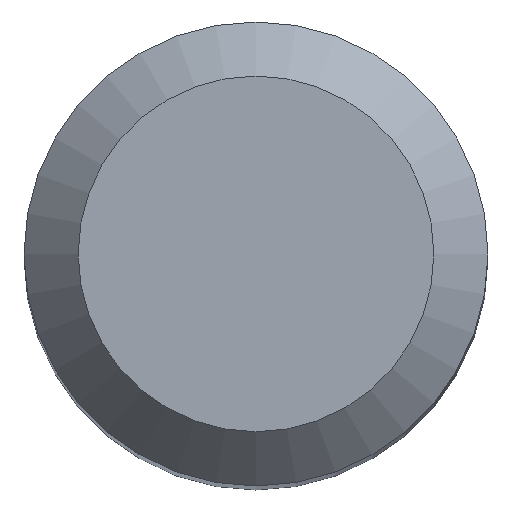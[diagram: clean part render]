
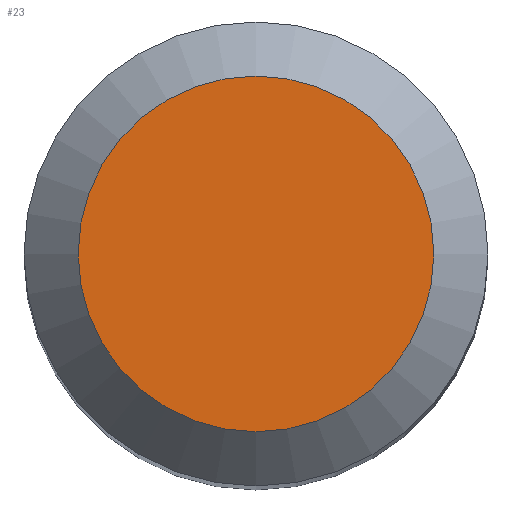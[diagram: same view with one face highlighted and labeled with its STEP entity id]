
A CAD part, top view. The second image highlights one B-rep face of the part: STEP entity #23.
In plain terms, the highlighted planar face has unit normal (0, 0, 1).
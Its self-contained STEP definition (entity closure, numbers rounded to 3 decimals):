
#7 = CIRCLE ( 'NONE', #96, 2.3 ) ;
#17 = FACE_OUTER_BOUND ( 'NONE', #188, .T. ) ;
#23 = ADVANCED_FACE ( 'NONE', ( #17 ), #169, .F. ) ;
#31 = DIRECTION ( 'NONE',  ( 0., 1., 0. ) ) ;
#56 = VERTEX_POINT ( 'NONE', #221 ) ;
#90 = CARTESIAN_POINT ( 'NONE',  ( 0., 0., 66. ) ) ;
#96 = AXIS2_PLACEMENT_3D ( 'NONE', #90, #214, #170 ) ;
#146 = EDGE_CURVE ( 'NONE', #56, #56, #7, .T. ) ;
#149 = DIRECTION ( 'NONE',  ( 0., 0., -1. ) ) ;
#161 = ORIENTED_EDGE ( 'NONE', *, *, #146, .F. ) ;
#169 = PLANE ( 'NONE',  #231 ) ;
#170 = DIRECTION ( 'NONE',  ( 0., 1., 0. ) ) ;
#188 = EDGE_LOOP ( 'NONE', ( #161 ) ) ;
#214 = DIRECTION ( 'NONE',  ( 0., 0., -1. ) ) ;
#221 = CARTESIAN_POINT ( 'NONE',  ( 0., 2.3, 66. ) ) ;
#231 = AXIS2_PLACEMENT_3D ( 'NONE', #232, #149, #31 ) ;
#232 = CARTESIAN_POINT ( 'NONE',  ( 0., 0., 66. ) ) ;
